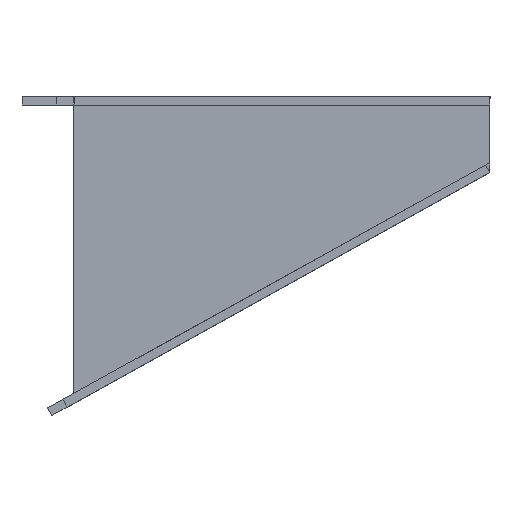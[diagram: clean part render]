
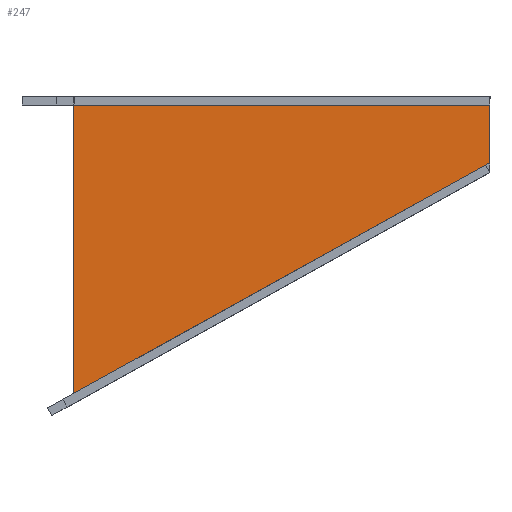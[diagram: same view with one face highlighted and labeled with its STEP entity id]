
A CAD part, top view. The second image highlights one B-rep face of the part: STEP entity #247.
In plain terms, the highlighted planar face has unit normal (0, 0, 1).
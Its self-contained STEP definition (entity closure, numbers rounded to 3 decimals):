
#40 = ORIENTED_EDGE ( 'NONE', *, *, #670, .T. ) ;
#117 = LINE ( 'NONE', #118, #403 ) ;
#118 = CARTESIAN_POINT ( 'NONE',  ( 120., 88.517, 2.5 ) ) ;
#139 = VECTOR ( 'NONE', #954, 1000. ) ;
#163 = PLANE ( 'NONE',  #544 ) ;
#182 = CARTESIAN_POINT ( 'NONE',  ( 40., 86.007, 2.5 ) ) ;
#209 = CARTESIAN_POINT ( 'NONE',  ( 0., 86.007, 2.5 ) ) ;
#247 = ADVANCED_FACE ( 'NONE', ( #953 ), #163, .T. ) ;
#276 = CARTESIAN_POINT ( 'NONE',  ( 80., 86.007, 2.5 ) ) ;
#291 = VERTEX_POINT ( 'NONE', #1229 ) ;
#302 = CARTESIAN_POINT ( 'NONE',  ( 0., 2.87, 2.5 ) ) ;
#403 = VECTOR ( 'NONE', #561, 1000. ) ;
#409 = VERTEX_POINT ( 'NONE', #898 ) ;
#445 = EDGE_CURVE ( 'NONE', #291, #1014, #512, .T. ) ;
#471 = CARTESIAN_POINT ( 'NONE',  ( 0., 88.517, 2.5 ) ) ;
#512 = LINE ( 'NONE', #1174, #139 ) ;
#544 = AXIS2_PLACEMENT_3D ( 'NONE', #471, #798, #1223 ) ;
#561 = DIRECTION ( 'NONE',  ( 0., 1., 0. ) ) ;
#562 = ORIENTED_EDGE ( 'NONE', *, *, #818, .F. ) ;
#616 = CARTESIAN_POINT ( 'NONE',  ( 120., 86.007, 2.5 ) ) ;
#654 = ORIENTED_EDGE ( 'NONE', *, *, #1215, .T. ) ;
#670 = EDGE_CURVE ( 'NONE', #1014, #409, #117, .T. ) ;
#743 = CARTESIAN_POINT ( 'NONE',  ( 0., 86.007, 2.5 ) ) ;
#798 = DIRECTION ( 'NONE',  ( 0., 0., 1. ) ) ;
#818 = EDGE_CURVE ( 'NONE', #1203, #409, #1208, .T. ) ;
#898 = CARTESIAN_POINT ( 'NONE',  ( 120., 86.007, 2.5 ) ) ;
#953 = FACE_OUTER_BOUND ( 'NONE', #971, .T. ) ;
#954 = DIRECTION ( 'NONE',  ( 0.875, 0.485, 0. ) ) ;
#971 = EDGE_LOOP ( 'NONE', ( #40, #562, #654, #1212 ) ) ;
#978 = DIRECTION ( 'NONE',  ( 0., -1., 0. ) ) ;
#1011 = VECTOR ( 'NONE', #978, 1000. ) ;
#1014 = VERTEX_POINT ( 'NONE', #1038 ) ;
#1038 = CARTESIAN_POINT ( 'NONE',  ( 120., 69.387, 2.5 ) ) ;
#1149 = LINE ( 'NONE', #302, #1011 ) ;
#1174 = CARTESIAN_POINT ( 'NONE',  ( 120., 69.387, 2.5 ) ) ;
#1203 = VERTEX_POINT ( 'NONE', #743 ) ;
#1208 = B_SPLINE_CURVE_WITH_KNOTS ( 'NONE', 3,
 ( #209, #182, #276, #616 ),
 .UNSPECIFIED., .F., .F.,
 ( 4, 4 ),
 ( 0., 1. ),
 .UNSPECIFIED. ) ;
#1212 = ORIENTED_EDGE ( 'NONE', *, *, #445, .T. ) ;
#1215 = EDGE_CURVE ( 'NONE', #1203, #291, #1149, .T. ) ;
#1223 = DIRECTION ( 'NONE',  ( 1., 0., 0. ) ) ;
#1229 = CARTESIAN_POINT ( 'NONE',  ( 0., 2.87, 2.5 ) ) ;
